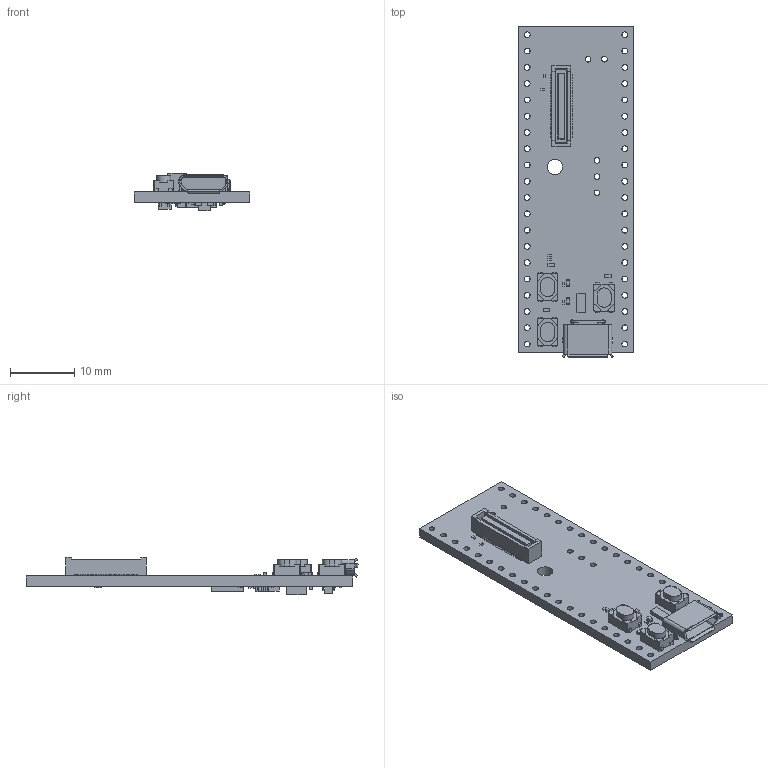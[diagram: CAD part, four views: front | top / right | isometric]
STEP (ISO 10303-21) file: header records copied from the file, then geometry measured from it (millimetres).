
FILE_DESCRIPTION(/* description */ (''),/* implementation_level */ '2;1');
FILE_NAME(/* name */ 'CDP-TZ~1',/* time_stamp */ '2015-08-18T12:35:34+09:00',/* author */ (''),/* organization */ (''),/* preprocessor_version */ 'ST-DEVELOPER v15',/* originating_system */ '',/* authorisation */ '');
FILE_SCHEMA (('AUTOMOTIVE_DESIGN'));
Length unit declared in the file: millimetre
Products named in the file (1): Document
Bounding box: 18 x 51.8 x 5.79 mm (x, y, z)
Volume: 1659.2 mm3; surface area: 2868.1 mm2
Topology: 1 solids, 1 shells, 967 faces, 2896 edges, 1932 vertices
Faces by surface type: plane 774, bspline 193
Entity records: 31725 total; most frequent: CARTESIAN_POINT 12900, ORIENTED_EDGE 5792, EDGE_CURVE 2896, B_SPLINE_CURVE_WITH_KNOTS 2502, VERTEX_POINT 1932, EDGE_LOOP 1190, ADVANCED_FACE 967, FACE_OUTER_BOUND 967
